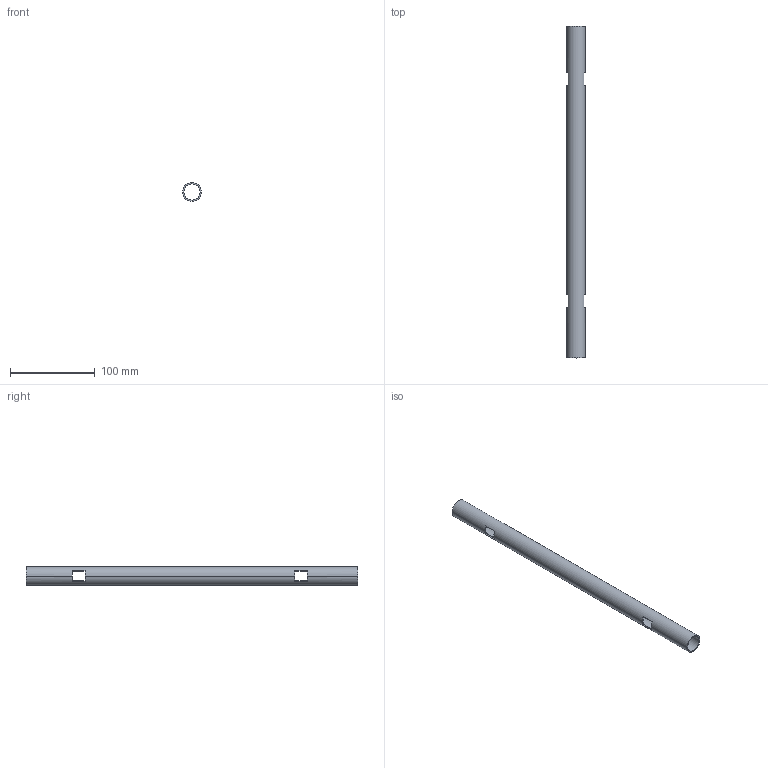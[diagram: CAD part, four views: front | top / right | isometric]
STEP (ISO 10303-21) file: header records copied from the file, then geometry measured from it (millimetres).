
FILE_DESCRIPTION (( 'STEP AP203' ), '1' );
FILE_NAME ('tube colonne.STEP', '2018-02-14T18:02:00', ( '' ), ( '' ), 'SwSTEP 2.0', 'SolidWorks 2015', '' );
FILE_SCHEMA (( 'CONFIG_CONTROL_DESIGN' ));
Length unit declared in the file: millimetre
Products named in the file (1): tube colonne
Bounding box: 22 x 391 x 22 mm (x, y, z)
Volume: 36645.1 mm3; surface area: 49383.6 mm2
Topology: 1 solids, 1 shells, 22 faces, 84 edges, 56 vertices
Faces by surface type: plane 18, cylinder 4
Entity records: 1005 total; most frequent: DIRECTION 170, ORIENTED_EDGE 168, CARTESIAN_POINT 163, EDGE_CURVE 84, AXIS2_PLACEMENT_3D 63, VERTEX_POINT 56, LINE 44, VECTOR 44
